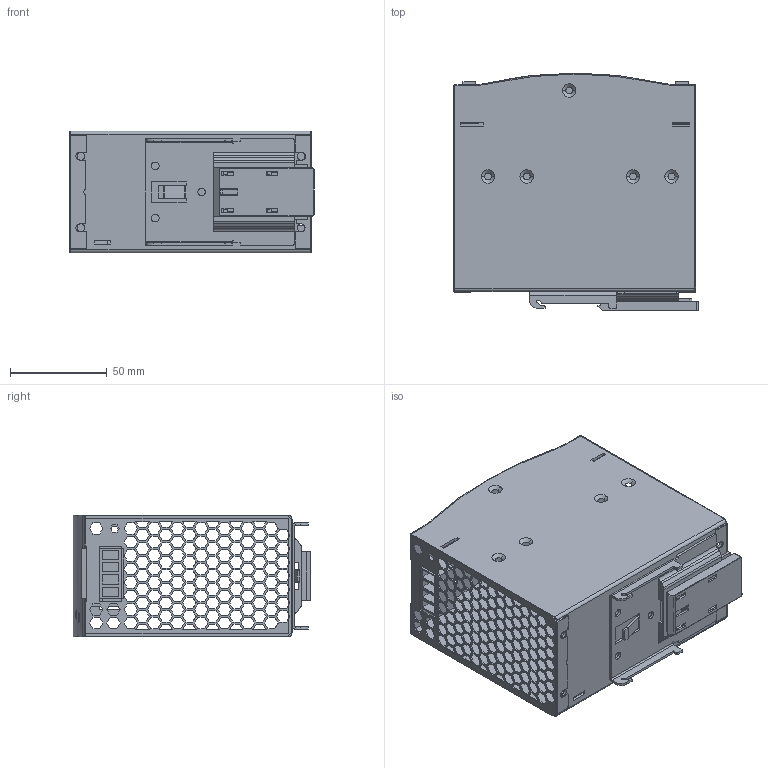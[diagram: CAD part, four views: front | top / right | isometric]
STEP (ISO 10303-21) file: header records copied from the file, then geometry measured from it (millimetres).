
FILE_DESCRIPTION (( 'STEP AP214' ), '1' );
FILE_NAME ('CDKN-240W总装1（改）.STEP', '2025-01-03T03:20:12', ( 'China' ), ( 'Home' ), 'SwSTEP 2.0', 'SolidWorks 2012', '' );
FILE_SCHEMA (( 'AUTOMOTIVE_DESIGN' ));
Length unit declared in the file: millimetre
Products named in the file (7): CDKN-240W菁釱; 傷赽4p; 傷赽3p; CDKN-240W总装1（改）; CDKN-240W奻裔; 240W絳寢諶; CDKN-240W絳寢啣
Assembly tree (6 placements, depth 2):
  CDKN-240W总装1（改）
    CDKN-240W菁釱
    CDKN-240W奻裔
    240W絳寢諶
    CDKN-240W絳寢啣
    傷赽3p
    傷赽4p
Bounding box: 126.41 x 123.02 x 63 mm (x, y, z)
Volume: 76351.5 mm3; surface area: 121240.9 mm2
Topology: 8 solids, 8 shells, 1968 faces, 5762 edges, 3826 vertices
Faces by surface type: plane 1819, cylinder 135, cone 12, torus 2
Entity records: 66739 total; most frequent: CARTESIAN_POINT 11833, ORIENTED_EDGE 11524, DIRECTION 9986, EDGE_CURVE 5762, VECTOR 5456, LINE 5456, VERTEX_POINT 3826, EDGE_LOOP 2556
